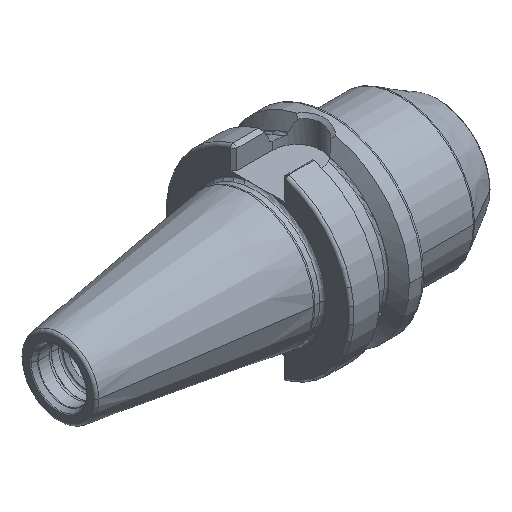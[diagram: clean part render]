
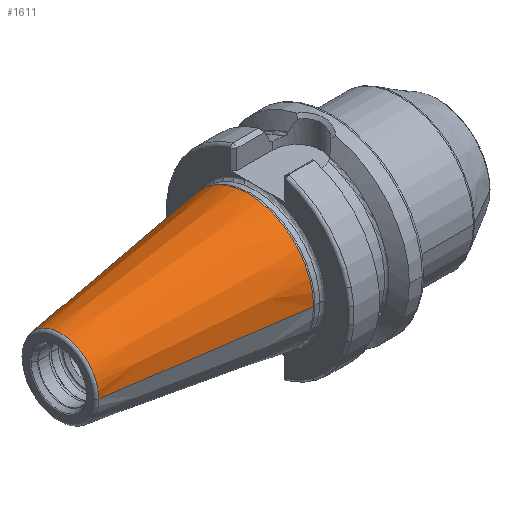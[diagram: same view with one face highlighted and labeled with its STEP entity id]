
A CAD part, isometric view. The second image highlights one B-rep face of the part: STEP entity #1611.
In plain terms, the highlighted conical face has half-angle 8.298 degrees and reference radius 17.426 mm.
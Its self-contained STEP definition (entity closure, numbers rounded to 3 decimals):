
#37=CARTESIAN_POINT('',(-64.544,0.,0.));
#38=DIRECTION('',(1.,0.,0.));
#39=DIRECTION('',(0.,1.,0.));
#40=AXIS2_PLACEMENT_3D('',#37,#38,#39);
#42=CARTESIAN_POINT('',(-1.267,0.,0.));
#43=DIRECTION('',(1.,0.,0.));
#44=DIRECTION('',(0.,1.,0.));
#45=AXIS2_PLACEMENT_3D('',#42,#43,#44);
#47=DIRECTION('',(-0.99,-0.144,0.));
#48=VECTOR('',#47,63.947);
#49=CARTESIAN_POINT('',(-1.267,22.04,0.));
#50=LINE('',#49,#48);
#51=DIRECTION('',(-0.99,0.144,0.));
#52=VECTOR('',#51,63.947);
#53=CARTESIAN_POINT('',(-1.267,-22.04,0.));
#54=LINE('',#53,#52);
#1292=CARTESIAN_POINT('',(-64.544,12.812,0.));
#1294=VERTEX_POINT('',#1292);
#1296=CARTESIAN_POINT('',(-64.544,-12.812,0.));
#1298=VERTEX_POINT('',#1296);
#1511=CARTESIAN_POINT('',(-1.267,22.04,0.));
#1512=VERTEX_POINT('',#1511);
#1513=CARTESIAN_POINT('',(-1.267,-22.04,0.));
#1514=VERTEX_POINT('',#1513);
#1597=CARTESIAN_POINT('',(-32.906,0.,0.));
#1598=DIRECTION('',(1.,0.,0.));
#1599=DIRECTION('',(0.,-1.,0.));
#1600=AXIS2_PLACEMENT_3D('',#1597,#1598,#1599);
#1601=CONICAL_SURFACE('',#1600,17.426,8.298);
#1603=ORIENTED_EDGE('',*,*,#1602,.F.);
#1605=ORIENTED_EDGE('',*,*,#1604,.T.);
#1607=ORIENTED_EDGE('',*,*,#1606,.T.);
#1608=ORIENTED_EDGE('',*,*,#1590,.F.);
#1609=EDGE_LOOP('',(#1603,#1605,#1607,#1608));
#1610=FACE_OUTER_BOUND('',#1609,.F.);
#1611=ADVANCED_FACE('',(#1610),#1601,.T.);
#41=CIRCLE('',#40,12.812);
#46=CIRCLE('',#45,22.04);
#1590=EDGE_CURVE('',#1294,#1298,#41,.T.);
#1602=EDGE_CURVE('',#1512,#1294,#50,.T.);
#1604=EDGE_CURVE('',#1512,#1514,#46,.T.);
#1606=EDGE_CURVE('',#1514,#1298,#54,.T.);
